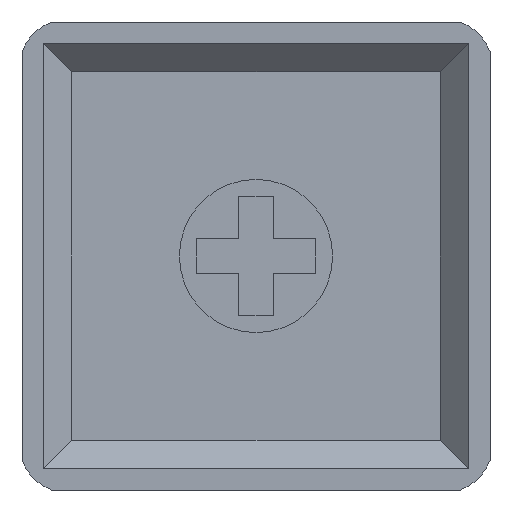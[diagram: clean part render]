
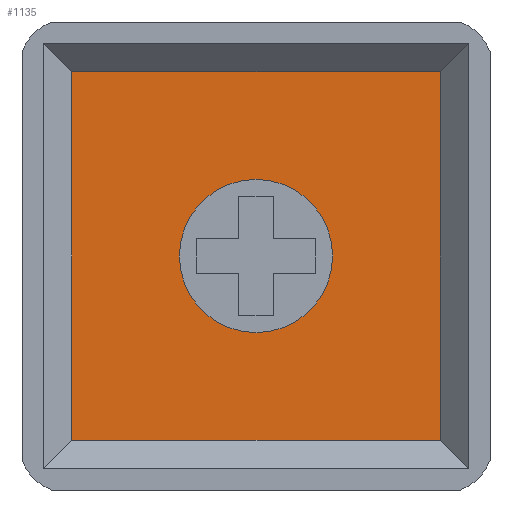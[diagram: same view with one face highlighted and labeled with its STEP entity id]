
A CAD part, front view. The second image highlights one B-rep face of the part: STEP entity #1135.
In plain terms, the highlighted planar face has unit normal (0, -1, 0).
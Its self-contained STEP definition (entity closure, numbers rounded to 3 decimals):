
#24=PLANE('',#1195);
#68=CIRCLE('',#1196,2.7);
#113=LINE('',#3030,#199);
#114=LINE('',#3033,#200);
#116=LINE('',#3037,#202);
#117=LINE('',#3038,#203);
#199=VECTOR('',#1336,10.);
#200=VECTOR('',#1339,10.);
#202=VECTOR('',#1343,10.);
#203=VECTOR('',#1344,10.);
#276=FACE_BOUND('',#398,.T.);
#325=FACE_OUTER_BOUND('',#397,.T.);
#397=EDGE_LOOP('',(#985,#986,#987,#988));
#398=EDGE_LOOP('',(#989));
#555=VERTEX_POINT('',#3026);
#556=VERTEX_POINT('',#3028);
#557=VERTEX_POINT('',#3032);
#558=VERTEX_POINT('',#3036);
#559=VERTEX_POINT('',#3039);
#706=EDGE_CURVE('',#556,#555,#113,.T.);
#707=EDGE_CURVE('',#555,#557,#114,.T.);
#709=EDGE_CURVE('',#558,#556,#116,.T.);
#710=EDGE_CURVE('',#557,#558,#117,.T.);
#711=EDGE_CURVE('',#559,#559,#68,.T.);
#985=ORIENTED_EDGE('',*,*,#706,.F.);
#986=ORIENTED_EDGE('',*,*,#709,.F.);
#987=ORIENTED_EDGE('',*,*,#710,.F.);
#988=ORIENTED_EDGE('',*,*,#707,.F.);
#989=ORIENTED_EDGE('',*,*,#711,.F.);
#1135=ADVANCED_FACE('',(#325,#276),#24,.F.);
#1195=AXIS2_PLACEMENT_3D('',#3035,#1341,#1342);
#1196=AXIS2_PLACEMENT_3D('',#3040,#1345,#1346);
#1336=DIRECTION('',(1.,0.,0.));
#1339=DIRECTION('',(0.,0.,-1.));
#1341=DIRECTION('center_axis',(0.,1.,0.));
#1342=DIRECTION('ref_axis',(-1.,0.,0.));
#1343=DIRECTION('',(0.,0.,1.));
#1344=DIRECTION('',(-1.,0.,0.));
#1345=DIRECTION('center_axis',(0.,-1.,0.));
#1346=DIRECTION('ref_axis',(1.,0.,0.));
#3026=CARTESIAN_POINT('',(6.5,2.3,6.5));
#3028=CARTESIAN_POINT('',(-6.5,2.3,6.5));
#3030=CARTESIAN_POINT('',(-3.75,2.3,6.5));
#3032=CARTESIAN_POINT('',(6.5,2.3,-6.5));
#3033=CARTESIAN_POINT('',(6.5,2.3,3.75));
#3035=CARTESIAN_POINT('Origin',(0.,2.3,0.));
#3036=CARTESIAN_POINT('',(-6.5,2.3,-6.5));
#3037=CARTESIAN_POINT('',(-6.5,2.3,-3.75));
#3038=CARTESIAN_POINT('',(3.75,2.3,-6.5));
#3039=CARTESIAN_POINT('',(-2.7,2.3,0.));
#3040=CARTESIAN_POINT('Origin',(0.,2.3,0.));
